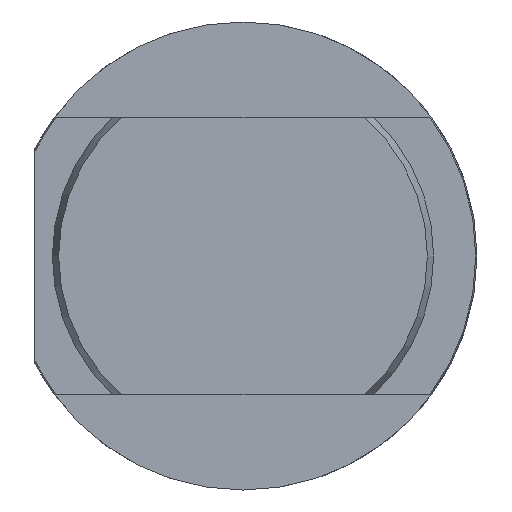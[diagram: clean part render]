
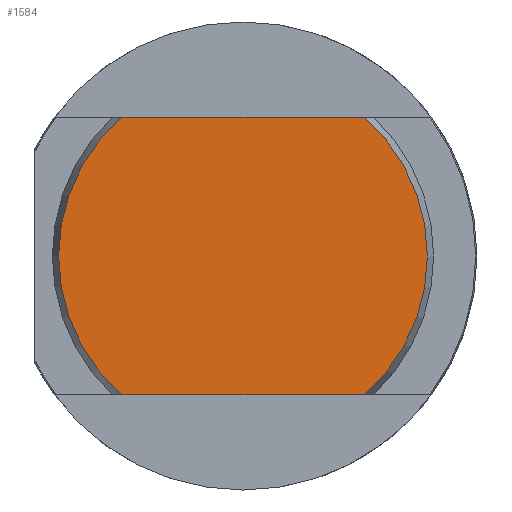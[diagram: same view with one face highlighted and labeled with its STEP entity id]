
A CAD part, left-side view. The second image highlights one B-rep face of the part: STEP entity #1584.
In plain terms, the highlighted planar face has unit normal (-1, 0, 0).
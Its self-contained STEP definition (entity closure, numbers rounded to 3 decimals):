
#177 = CIRCLE ( 'NONE', #608, 10.636 ) ;
#179 = VECTOR ( 'NONE', #2797, 1000. ) ;
#184 = LINE ( 'NONE', #2801, #186 ) ;
#185 = LINE ( 'NONE', #2796, #179 ) ;
#186 = VECTOR ( 'NONE', #2802, 1000. ) ;
#190 = CIRCLE ( 'NONE', #614, 10.636 ) ;
#608 = AXIS2_PLACEMENT_3D ( 'NONE', #2754, #2755, #2756 ) ;
#614 = AXIS2_PLACEMENT_3D ( 'NONE', #2789, #2799, #2800 ) ;
#859 = CARTESIAN_POINT ( 'NONE',  ( 0., -7.009, -8. ) ) ;
#874 = CARTESIAN_POINT ( 'NONE',  ( 0., 7.009, 8. ) ) ;
#889 = CARTESIAN_POINT ( 'NONE',  ( 0., -7.009, 8. ) ) ;
#925 = CARTESIAN_POINT ( 'NONE',  ( 0., 7.009, -8. ) ) ;
#928 = VERTEX_POINT ( 'NONE', #925 ) ;
#935 = VERTEX_POINT ( 'NONE', #889 ) ;
#950 = VERTEX_POINT ( 'NONE', #874 ) ;
#965 = VERTEX_POINT ( 'NONE', #859 ) ;
#1353 = FACE_OUTER_BOUND ( 'NONE', #2214, .T. ) ;
#1418 = DIRECTION ( 'NONE',  ( 0., 0., -1. ) ) ;
#1419 = DIRECTION ( 'NONE',  ( 1., 0., 0. ) ) ;
#1422 = PLANE ( 'NONE',  #4069 ) ;
#1423 = CARTESIAN_POINT ( 'NONE',  ( 0., 0., 0. ) ) ;
#1584 = ADVANCED_FACE ( 'NONE', ( #1353 ), #1422, .F. ) ;
#1936 = ORIENTED_EDGE ( 'NONE', *, *, #3806, .T. ) ;
#1937 = ORIENTED_EDGE ( 'NONE', *, *, #3805, .F. ) ;
#1938 = ORIENTED_EDGE ( 'NONE', *, *, #3790, .T. ) ;
#1939 = ORIENTED_EDGE ( 'NONE', *, *, #3807, .F. ) ;
#2214 = EDGE_LOOP ( 'NONE', ( #1936, #1937, #1938, #1939 ) ) ;
#2754 = CARTESIAN_POINT ( 'NONE',  ( 0., 0., 0. ) ) ;
#2755 = DIRECTION ( 'NONE',  ( -1., 0., 0. ) ) ;
#2756 = DIRECTION ( 'NONE',  ( 0., 0., -1. ) ) ;
#2789 = CARTESIAN_POINT ( 'NONE',  ( 0., 0., 0. ) ) ;
#2796 = CARTESIAN_POINT ( 'NONE',  ( 0., 12.75, -8. ) ) ;
#2797 = DIRECTION ( 'NONE',  ( 0., 1., 0. ) ) ;
#2799 = DIRECTION ( 'NONE',  ( -1., 0., 0. ) ) ;
#2800 = DIRECTION ( 'NONE',  ( 0., 0., -1. ) ) ;
#2801 = CARTESIAN_POINT ( 'NONE',  ( 0., 12.75, 8. ) ) ;
#2802 = DIRECTION ( 'NONE',  ( 0., -1., 0. ) ) ;
#3790 = EDGE_CURVE ( 'NONE', #965, #935, #177, .T. ) ;
#3805 = EDGE_CURVE ( 'NONE', #965, #928, #185, .T. ) ;
#3806 = EDGE_CURVE ( 'NONE', #950, #928, #190, .T. ) ;
#3807 = EDGE_CURVE ( 'NONE', #950, #935, #184, .T. ) ;
#4069 = AXIS2_PLACEMENT_3D ( 'NONE', #1423, #1419, #1418 ) ;
